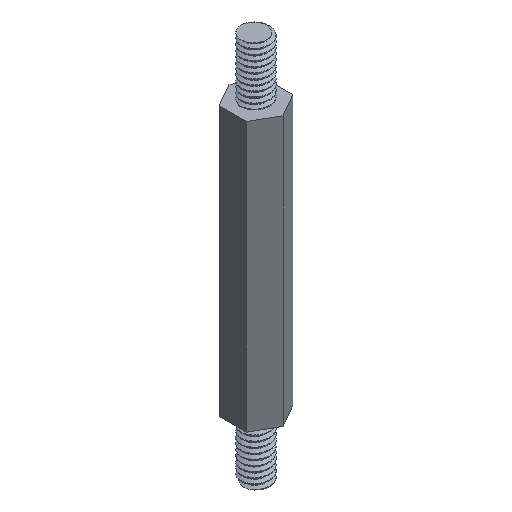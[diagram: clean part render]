
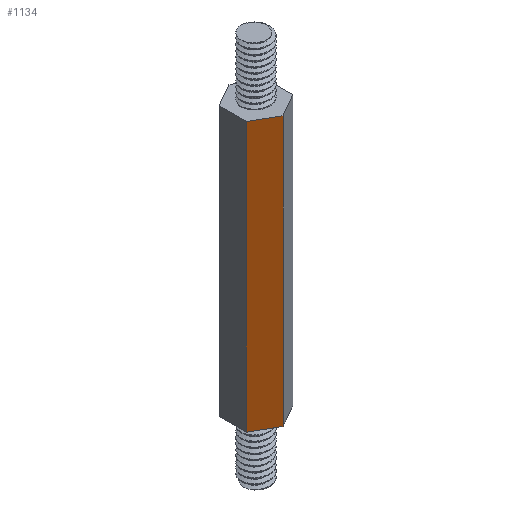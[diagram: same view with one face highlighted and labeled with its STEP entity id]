
A CAD part, isometric view. The second image highlights one B-rep face of the part: STEP entity #1134.
In plain terms, the highlighted planar face has unit normal (-0.5, -0.866, 0).
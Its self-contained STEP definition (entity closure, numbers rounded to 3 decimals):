
#20=PLANE('',#1214);
#86=FACE_OUTER_BOUND('',#148,.T.);
#148=EDGE_LOOP('',(#991,#992,#993,#994));
#316=LINE('',#4949,#378);
#317=LINE('',#4952,#379);
#318=LINE('',#4954,#380);
#319=LINE('',#4955,#381);
#378=VECTOR('',#1388,10.);
#379=VECTOR('',#1391,10.);
#380=VECTOR('',#1392,10.);
#381=VECTOR('',#1393,10.);
#497=VERTEX_POINT('',#4942);
#500=VERTEX_POINT('',#4947);
#501=VERTEX_POINT('',#4951);
#502=VERTEX_POINT('',#4953);
#668=EDGE_CURVE('',#497,#500,#316,.T.);
#669=EDGE_CURVE('',#501,#497,#317,.T.);
#670=EDGE_CURVE('',#502,#500,#318,.T.);
#671=EDGE_CURVE('',#501,#502,#319,.T.);
#991=ORIENTED_EDGE('',*,*,#669,.T.);
#992=ORIENTED_EDGE('',*,*,#668,.T.);
#993=ORIENTED_EDGE('',*,*,#670,.F.);
#994=ORIENTED_EDGE('',*,*,#671,.F.);
#1134=ADVANCED_FACE('',(#86),#20,.T.);
#1214=AXIS2_PLACEMENT_3D('',#4950,#1389,#1390);
#1388=DIRECTION('',(0.,0.,1.));
#1389=DIRECTION('center_axis',(-0.5,-0.866,0.));
#1390=DIRECTION('ref_axis',(0.866,-0.5,0.));
#1391=DIRECTION('',(0.866,-0.5,0.));
#1392=DIRECTION('',(0.866,-0.5,0.));
#1393=DIRECTION('',(0.,0.,1.));
#4942=CARTESIAN_POINT('',(0.,-2.309,0.));
#4947=CARTESIAN_POINT('',(0.,-2.309,23.));
#4949=CARTESIAN_POINT('',(0.,-2.309,0.));
#4950=CARTESIAN_POINT('Origin',(-2.,-1.155,0.));
#4951=CARTESIAN_POINT('',(-2.,-1.155,0.));
#4952=CARTESIAN_POINT('',(-2.,-1.155,0.));
#4953=CARTESIAN_POINT('',(-2.,-1.155,23.));
#4954=CARTESIAN_POINT('',(-2.,-1.155,23.));
#4955=CARTESIAN_POINT('',(-2.,-1.155,0.));
